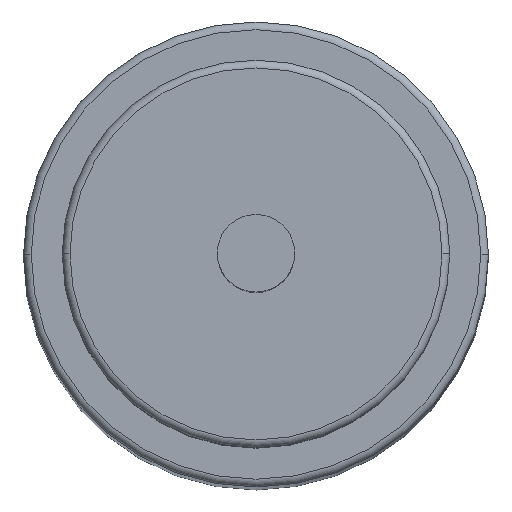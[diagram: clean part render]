
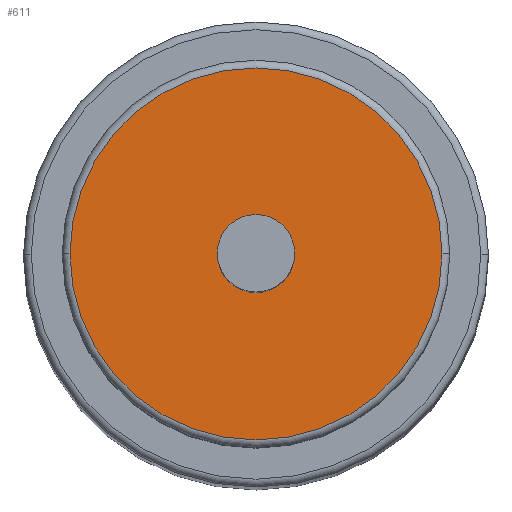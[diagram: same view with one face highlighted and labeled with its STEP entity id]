
A CAD part, top view. The second image highlights one B-rep face of the part: STEP entity #611.
In plain terms, the highlighted planar face has unit normal (0, 0, 1).
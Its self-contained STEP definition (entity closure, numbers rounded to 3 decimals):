
#196=CARTESIAN_POINT('',(0.,0.,55.));
#197=DIRECTION('',(0.,0.,1.));
#198=DIRECTION('',(1.,0.,0.));
#199=AXIS2_PLACEMENT_3D('',#196,#197,#198);
#201=CARTESIAN_POINT('',(0.,0.,55.));
#202=DIRECTION('',(0.,0.,1.));
#203=DIRECTION('',(-1.,0.,0.));
#204=AXIS2_PLACEMENT_3D('',#201,#202,#203);
#206=CARTESIAN_POINT('',(0.,0.,55.));
#207=DIRECTION('',(0.,0.,1.));
#208=DIRECTION('',(-1.,0.,0.));
#209=AXIS2_PLACEMENT_3D('',#206,#207,#208);
#211=CARTESIAN_POINT('',(0.,0.,55.));
#212=DIRECTION('',(0.,0.,1.));
#213=DIRECTION('',(1.,0.,0.));
#214=AXIS2_PLACEMENT_3D('',#211,#212,#213);
#279=CARTESIAN_POINT('',(1.,0.,55.));
#280=CARTESIAN_POINT('',(-1.,0.,55.));
#281=VERTEX_POINT('',#279);
#282=VERTEX_POINT('',#280);
#283=CARTESIAN_POINT('',(-4.8,0.,55.));
#284=CARTESIAN_POINT('',(4.8,0.,55.));
#285=VERTEX_POINT('',#283);
#286=VERTEX_POINT('',#284);
#595=CARTESIAN_POINT('',(0.,0.,55.));
#596=DIRECTION('',(0.,0.,1.));
#597=DIRECTION('',(1.,0.,0.));
#598=AXIS2_PLACEMENT_3D('',#595,#596,#597);
#599=PLANE('',#598);
#601=ORIENTED_EDGE('',*,*,#600,.F.);
#602=ORIENTED_EDGE('',*,*,#578,.F.);
#603=EDGE_LOOP('',(#601,#602));
#604=FACE_OUTER_BOUND('',#603,.F.);
#606=ORIENTED_EDGE('',*,*,#605,.T.);
#608=ORIENTED_EDGE('',*,*,#607,.T.);
#609=EDGE_LOOP('',(#606,#608));
#610=FACE_BOUND('',#609,.F.);
#611=ADVANCED_FACE('',(#604,#610),#599,.T.);
#200=CIRCLE('',#199,1.);
#205=CIRCLE('',#204,1.);
#210=CIRCLE('',#209,4.8);
#215=CIRCLE('',#214,4.8);
#578=EDGE_CURVE('',#286,#285,#215,.T.);
#600=EDGE_CURVE('',#285,#286,#210,.T.);
#605=EDGE_CURVE('',#281,#282,#200,.T.);
#607=EDGE_CURVE('',#282,#281,#205,.T.);
